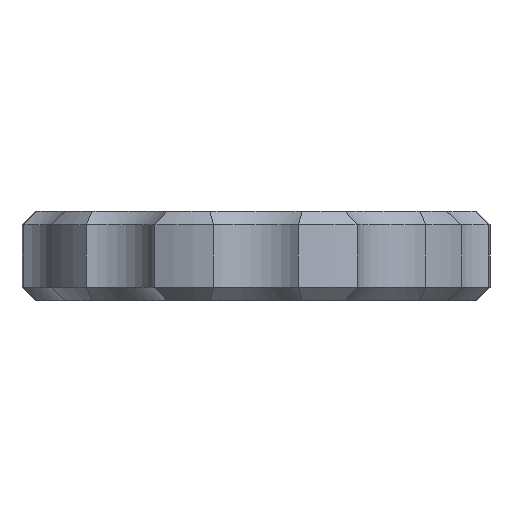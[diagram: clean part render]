
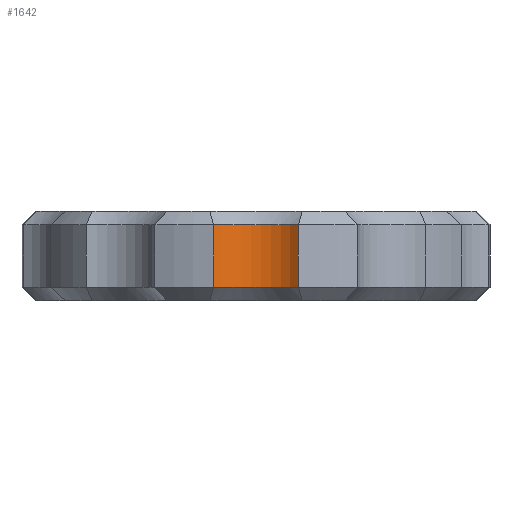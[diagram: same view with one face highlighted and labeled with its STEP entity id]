
A CAD part, front view. The second image highlights one B-rep face of the part: STEP entity #1642.
In plain terms, the highlighted cylindrical face has radius 4.5 mm (diameter 9 mm), a partial arc.
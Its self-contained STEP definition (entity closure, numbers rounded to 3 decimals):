
#157=CIRCLE('',#1785,4.5);
#203=CIRCLE('',#1863,4.5);
#300=FACE_OUTER_BOUND('',#411,.T.);
#411=EDGE_LOOP('',(#1481,#1482,#1483,#1484));
#529=LINE('',#3536,#578);
#531=LINE('',#3539,#580);
#578=VECTOR('',#2336,10.);
#580=VECTOR('',#2340,10.);
#688=VERTEX_POINT('',#3096);
#690=VERTEX_POINT('',#3105);
#708=VERTEX_POINT('',#3180);
#731=VERTEX_POINT('',#3435);
#889=EDGE_CURVE('',#690,#688,#157,.T.);
#973=EDGE_CURVE('',#708,#731,#203,.T.);
#974=EDGE_CURVE('',#688,#708,#529,.T.);
#976=EDGE_CURVE('',#690,#731,#531,.T.);
#1481=ORIENTED_EDGE('',*,*,#889,.F.);
#1482=ORIENTED_EDGE('',*,*,#976,.T.);
#1483=ORIENTED_EDGE('',*,*,#973,.F.);
#1484=ORIENTED_EDGE('',*,*,#974,.F.);
#1545=CYLINDRICAL_SURFACE('',#1882,4.5);
#1642=ADVANCED_FACE('',(#300),#1545,.F.);
#1785=AXIS2_PLACEMENT_3D('',#3106,#2163,#2164);
#1863=AXIS2_PLACEMENT_3D('',#3534,#2332,#2333);
#1882=AXIS2_PLACEMENT_3D('',#4170,#2380,#2381);
#2163=DIRECTION('center_axis',(0.,0.,1.));
#2164=DIRECTION('ref_axis',(1.,0.,0.));
#2332=DIRECTION('center_axis',(0.,0.,-1.));
#2333=DIRECTION('ref_axis',(1.,0.,0.));
#2336=DIRECTION('',(0.,0.,1.));
#2340=DIRECTION('',(0.,0.,1.));
#2380=DIRECTION('center_axis',(0.,0.,1.));
#2381=DIRECTION('ref_axis',(1.,0.,0.));
#3096=CARTESIAN_POINT('',(-3.08,-16.719,1.));
#3105=CARTESIAN_POINT('',(3.08,-16.719,1.));
#3106=CARTESIAN_POINT('Origin',(0.,-20.,1.));
#3180=CARTESIAN_POINT('',(-3.08,-16.719,5.5));
#3435=CARTESIAN_POINT('',(3.08,-16.719,5.5));
#3534=CARTESIAN_POINT('Origin',(0.,-20.,5.5));
#3536=CARTESIAN_POINT('',(-3.08,-16.719,0.));
#3539=CARTESIAN_POINT('',(3.08,-16.719,0.));
#4170=CARTESIAN_POINT('Origin',(0.,-20.,0.));
